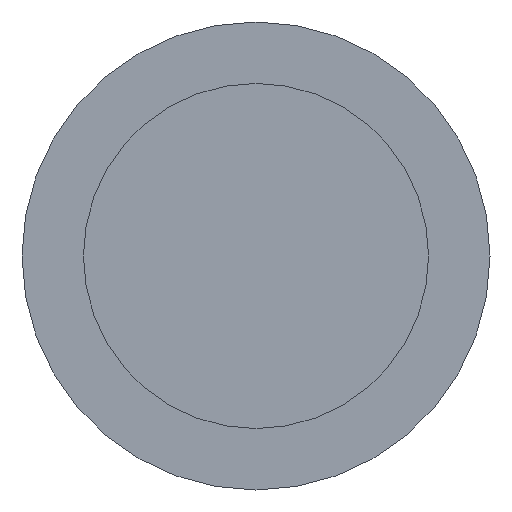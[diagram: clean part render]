
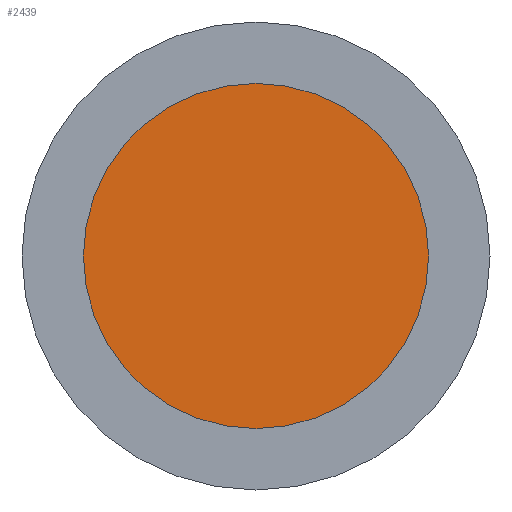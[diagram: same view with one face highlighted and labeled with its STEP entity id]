
A CAD part, left-side view. The second image highlights one B-rep face of the part: STEP entity #2439.
In plain terms, the highlighted planar face has unit normal (-1, 0, 0).
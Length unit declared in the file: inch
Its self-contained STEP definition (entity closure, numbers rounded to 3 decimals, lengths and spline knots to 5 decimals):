
#8 = EDGE_LOOP ( 'NONE', ( #1631, #508 ) ) ;
#120 = AXIS2_PLACEMENT_3D ( 'NONE', #1020, #1410, #1002 ) ;
#414 = EDGE_CURVE ( 'NONE', #2547, #1469, #1576, .T. ) ;
#508 = ORIENTED_EDGE ( 'NONE', *, *, #1783, .T. ) ;
#558 = DIRECTION ( 'NONE',  ( -1., 0., 0. ) ) ;
#594 = PLANE ( 'NONE',  #120 ) ;
#687 = DIRECTION ( 'NONE',  ( -1., 0., 0. ) ) ;
#954 = CARTESIAN_POINT ( 'NONE',  ( 0.25, 0., 0. ) ) ;
#1002 = DIRECTION ( 'NONE',  ( 0., 0., -1. ) ) ;
#1020 = CARTESIAN_POINT ( 'NONE',  ( 0.25, 0., 0. ) ) ;
#1110 = AXIS2_PLACEMENT_3D ( 'NONE', #954, #558, #1365 ) ;
#1206 = FACE_OUTER_BOUND ( 'NONE', #8, .T. ) ;
#1333 = AXIS2_PLACEMENT_3D ( 'NONE', #2103, #687, #2495 ) ;
#1365 = DIRECTION ( 'NONE',  ( 0., 0., 1. ) ) ;
#1410 = DIRECTION ( 'NONE',  ( 1., 0., 0. ) ) ;
#1420 = CARTESIAN_POINT ( 'NONE',  ( 0.25, -0.941, 0. ) ) ;
#1469 = VERTEX_POINT ( 'NONE', #1420 ) ;
#1576 = CIRCLE ( 'NONE', #1110, 0.941 ) ;
#1588 = CIRCLE ( 'NONE', #1333, 0.941 ) ;
#1631 = ORIENTED_EDGE ( 'NONE', *, *, #414, .T. ) ;
#1783 = EDGE_CURVE ( 'NONE', #1469, #2547, #1588, .T. ) ;
#2103 = CARTESIAN_POINT ( 'NONE',  ( 0.25, 0., 0. ) ) ;
#2201 = CARTESIAN_POINT ( 'NONE',  ( 0.25, 0.941, 0. ) ) ;
#2439 = ADVANCED_FACE ( 'NONE', ( #1206 ), #594, .F. ) ;
#2495 = DIRECTION ( 'NONE',  ( 0., 0., 1. ) ) ;
#2547 = VERTEX_POINT ( 'NONE', #2201 ) ;
